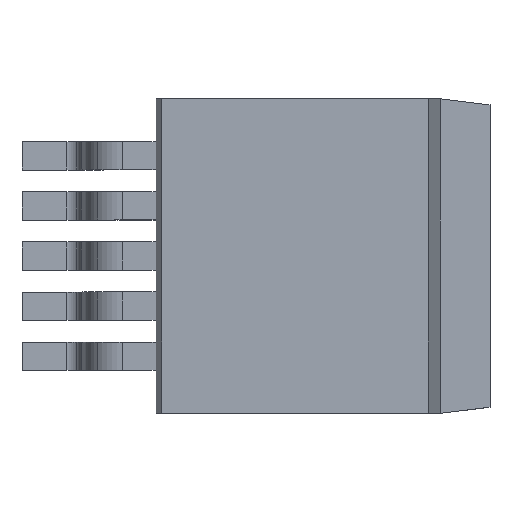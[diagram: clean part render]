
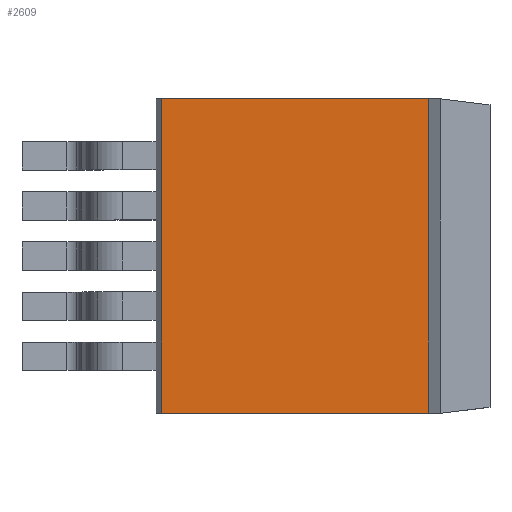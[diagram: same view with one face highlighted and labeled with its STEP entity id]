
A CAD part, top view. The second image highlights one B-rep face of the part: STEP entity #2609.
In plain terms, the highlighted planar face has unit normal (0, 0, 1).
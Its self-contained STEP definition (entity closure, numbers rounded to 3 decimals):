
#2553=CARTESIAN_POINT('',(-2.998,-5.335,4.83));
#2554=VERTEX_POINT('',#2553);
#2561=CARTESIAN_POINT('',(-2.998,5.335,4.83));
#2562=VERTEX_POINT('',#2561);
#2563=CARTESIAN_POINT('',(-2.998,5.335,4.83));
#2564=DIRECTION('',(0.0,-1.0,0.0));
#2565=VECTOR('',#2564,10.67);
#2566=LINE('',#2563,#2565);
#2567=EDGE_CURVE('',#2562,#2554,#2566,.T.);
#2579=CARTESIAN_POINT('',(-2.998,5.335,4.83));
#2580=DIRECTION('',(0.0,0.0,1.0));
#2581=DIRECTION('',(1.0,0.0,0.0));
#2582=AXIS2_PLACEMENT_3D('',#2579,#2580,#2581);
#2583=PLANE('',#2582);
#2584=CARTESIAN_POINT('',(6.046,-5.335,4.83));
#2585=VERTEX_POINT('',#2584);
#2586=CARTESIAN_POINT('',(-2.998,-5.335,4.83));
#2587=DIRECTION('',(1.0,0.0,0.0));
#2588=VECTOR('',#2587,9.045);
#2589=LINE('',#2586,#2588);
#2590=EDGE_CURVE('',#2554,#2585,#2589,.T.);
#2591=ORIENTED_EDGE('',*,*,#2590,.T.);
#2592=CARTESIAN_POINT('',(6.046,5.335,4.83));
#2593=VERTEX_POINT('',#2592);
#2594=CARTESIAN_POINT('',(6.046,5.335,4.83));
#2595=DIRECTION('',(0.0,-1.0,0.0));
#2596=VECTOR('',#2595,10.67);
#2597=LINE('',#2594,#2596);
#2598=EDGE_CURVE('',#2593,#2585,#2597,.T.);
#2599=ORIENTED_EDGE('',*,*,#2598,.F.);
#2600=CARTESIAN_POINT('',(6.046,5.335,4.83));
#2601=DIRECTION('',(-1.0,0.0,0.0));
#2602=VECTOR('',#2601,9.045);
#2603=LINE('',#2600,#2602);
#2604=EDGE_CURVE('',#2593,#2562,#2603,.T.);
#2605=ORIENTED_EDGE('',*,*,#2604,.T.);
#2606=ORIENTED_EDGE('',*,*,#2567,.T.);
#2607=EDGE_LOOP('',(#2591,#2599,#2605,#2606));
#2608=FACE_OUTER_BOUND('',#2607,.T.);
#2609=ADVANCED_FACE('',(#2608),#2583,.T.);
